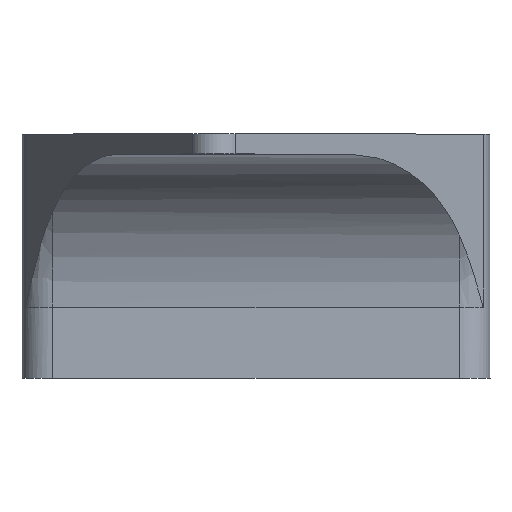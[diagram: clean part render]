
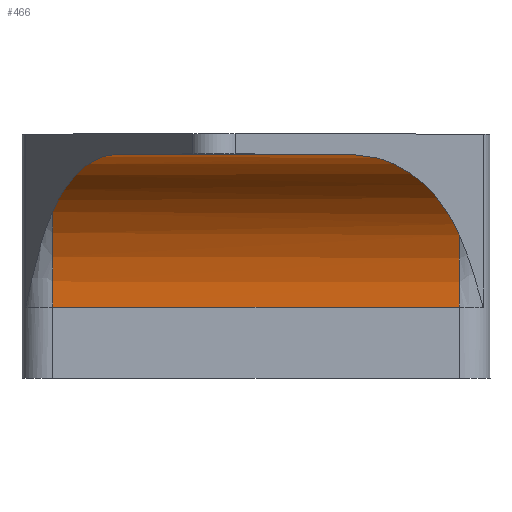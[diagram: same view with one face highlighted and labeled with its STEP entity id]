
A CAD part, top view. The second image highlights one B-rep face of the part: STEP entity #466.
In plain terms, the highlighted cylindrical face has radius 15 mm (diameter 30 mm), a partial arc.
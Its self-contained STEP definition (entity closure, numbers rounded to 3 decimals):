
#224=CARTESIAN_POINT('Control Point',(13.314,0.,18.)) ;
#225=CARTESIAN_POINT('Control Point',(14.325,0.,16.749)) ;
#226=CARTESIAN_POINT('Control Point',(15.336,-0.131,15.497)) ;
#227=CARTESIAN_POINT('Control Point',(16.338,-0.392,14.257)) ;
#228=CARTESIAN_POINT('Control Point',(18.213,-1.142,11.935)) ;
#229=CARTESIAN_POINT('Control Point',(19.98,-2.387,9.749)) ;
#230=CARTESIAN_POINT('Control Point',(20.786,-3.094,8.751)) ;
#231=CARTESIAN_POINT('Control Point',(21.981,-4.389,7.273)) ;
#232=CARTESIAN_POINT('Control Point',(23.021,-5.974,5.985)) ;
#233=CARTESIAN_POINT('Control Point',(23.376,-6.588,5.546)) ;
#234=CARTESIAN_POINT('Control Point',(23.704,-7.239,5.14)) ;
#235=CARTESIAN_POINT('Control Point',(24.,-7.925,4.774)) ;
#236=CARTESIAN_POINT('Vertex',(13.314,0.,18.)) ;
#238=CARTESIAN_POINT('Vertex',(24.,-7.925,4.774)) ;
#285=CARTESIAN_POINT('Vertex',(24.,-15.,3.)) ;
#364=CARTESIAN_POINT('Vertex',(-16.,-15.,3.)) ;
#391=CARTESIAN_POINT('Vertex',(-9.636,0.,18.)) ;
#410=CARTESIAN_POINT('Vertex',(-16.,-5.633,6.285)) ;
#414=CARTESIAN_POINT('Control Point',(-9.636,0.,18.)) ;
#415=CARTESIAN_POINT('Control Point',(-10.452,0.,16.497)) ;
#416=CARTESIAN_POINT('Control Point',(-11.269,-0.188,14.993)) ;
#417=CARTESIAN_POINT('Control Point',(-12.073,-0.565,13.514)) ;
#418=CARTESIAN_POINT('Control Point',(-13.426,-1.548,11.023)) ;
#419=CARTESIAN_POINT('Control Point',(-14.649,-3.089,8.772)) ;
#420=CARTESIAN_POINT('Control Point',(-15.14,-3.844,7.868)) ;
#421=CARTESIAN_POINT('Control Point',(-15.593,-4.695,7.034)) ;
#422=CARTESIAN_POINT('Control Point',(-16.,-5.633,6.285)) ;
#433=CARTESIAN_POINT('Axis2P3D Location',(3.849,-15.,18.)) ;
#438=CARTESIAN_POINT('Axis2P3D Location',(-16.,-15.,18.)) ;
#443=CARTESIAN_POINT('Line Origine',(3.849,-15.,3.)) ;
#448=CARTESIAN_POINT('Axis2P3D Location',(24.,-15.,18.)) ;
#453=CARTESIAN_POINT('Line Origine',(3.849,0.,18.)) ;
#445=VECTOR('Line Direction',#444,1.) ;
#455=VECTOR('Line Direction',#454,1.) ;
#434=DIRECTION('Axis2P3D Direction',(1.,0.,0.)) ;
#435=DIRECTION('Axis2P3D XDirection',(-0.,0.,-1.)) ;
#439=DIRECTION('Axis2P3D Direction',(1.,0.,0.)) ;
#444=DIRECTION('Vector Direction',(1.,0.,0.)) ;
#449=DIRECTION('Axis2P3D Direction',(1.,0.,0.)) ;
#454=DIRECTION('Vector Direction',(1.,0.,0.)) ;
#436=AXIS2_PLACEMENT_3D('Cylinder Axis2P3D',#433,#434,#435) ;
#440=AXIS2_PLACEMENT_3D('Circle Axis2P3D',#438,#439,$) ;
#450=AXIS2_PLACEMENT_3D('Circle Axis2P3D',#448,#449,$) ;
#446=LINE('Line',#443,#445) ;
#456=LINE('Line',#453,#455) ;
#441=CIRCLE('generated circle',#440,15.) ;
#451=CIRCLE('generated circle',#450,15.) ;
#437=CYLINDRICAL_SURFACE('generated cylinder',#436,15.) ;
#240=EDGE_CURVE('',#237,#239,#223,.T.) ;
#423=EDGE_CURVE('',#411,#392,#413,.F.) ;
#442=EDGE_CURVE('',#365,#411,#441,.T.) ;
#447=EDGE_CURVE('',#365,#286,#446,.T.) ;
#452=EDGE_CURVE('',#286,#239,#451,.T.) ;
#457=EDGE_CURVE('',#392,#237,#456,.T.) ;
#458=EDGE_LOOP('',(#459,#460,#461,#462,#463,#464)) ;
#459=ORIENTED_EDGE('',*,*,#423,.F.) ;
#460=ORIENTED_EDGE('',*,*,#442,.F.) ;
#461=ORIENTED_EDGE('',*,*,#447,.T.) ;
#462=ORIENTED_EDGE('',*,*,#452,.T.) ;
#463=ORIENTED_EDGE('',*,*,#240,.F.) ;
#464=ORIENTED_EDGE('',*,*,#457,.F.) ;
#237=VERTEX_POINT('',#236) ;
#239=VERTEX_POINT('',#238) ;
#286=VERTEX_POINT('',#285) ;
#365=VERTEX_POINT('',#364) ;
#392=VERTEX_POINT('',#391) ;
#411=VERTEX_POINT('',#410) ;
#466=ADVANCED_FACE('PartBody',(#465),#437,.F.) ;
#223=B_SPLINE_CURVE_WITH_KNOTS('',5,(#224,#225,#226,#227,#228,#229,#230,#231,#232,#233,#234,#235),.UNSPECIFIED.,.F.,.U.,(6,3,3,6),(0.,11.376,21.669,27.552),.UNSPECIFIED.) ;
#413=B_SPLINE_CURVE_WITH_KNOTS('',5,(#414,#415,#416,#417,#418,#419,#420,#421,#422),.UNSPECIFIED.,.F.,.U.,(6,3,6),(0.,12.097,21.061),.UNSPECIFIED.) ;
#465=FACE_OUTER_BOUND('',#458,.T.) ;
